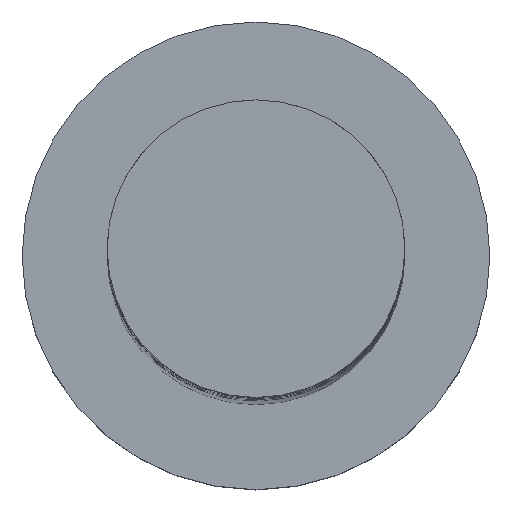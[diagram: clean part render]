
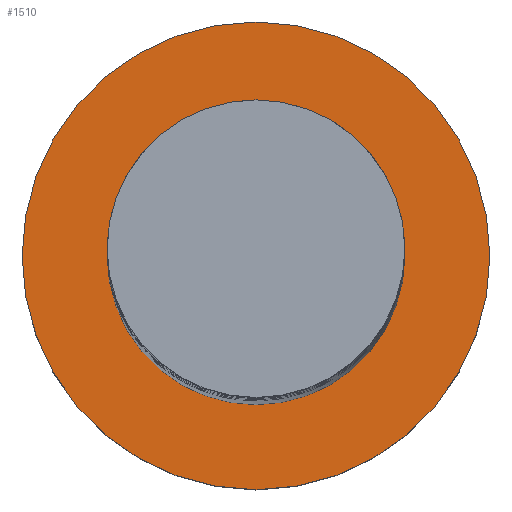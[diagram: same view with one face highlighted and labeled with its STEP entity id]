
A CAD part, top view. The second image highlights one B-rep face of the part: STEP entity #1510.
In plain terms, the highlighted planar face has unit normal (0, 0, 1).
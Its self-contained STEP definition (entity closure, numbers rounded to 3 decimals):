
#24 = AXIS2_PLACEMENT_3D ( 'NONE', #331, #990, #1144 ) ;
#38 = EDGE_LOOP ( 'NONE', ( #986, #717 ) ) ;
#47 = CARTESIAN_POINT ( 'NONE',  ( 7., 0., 7. ) ) ;
#58 = DIRECTION ( 'NONE',  ( 0., 0., 1. ) ) ;
#80 = CARTESIAN_POINT ( 'NONE',  ( 0., 0., 7. ) ) ;
#189 = AXIS2_PLACEMENT_3D ( 'NONE', #1384, #58, #983 ) ;
#214 = AXIS2_PLACEMENT_3D ( 'NONE', #80, #652, #1729 ) ;
#267 = CARTESIAN_POINT ( 'NONE',  ( -11., 0., 7. ) ) ;
#292 = ORIENTED_EDGE ( 'NONE', *, *, #1254, .F. ) ;
#331 = CARTESIAN_POINT ( 'NONE',  ( 0., 0., 7. ) ) ;
#402 = DIRECTION ( 'NONE',  ( 1., 0., 0. ) ) ;
#420 = DIRECTION ( 'NONE',  ( 1., 0., 0. ) ) ;
#557 = AXIS2_PLACEMENT_3D ( 'NONE', #931, #1346, #420 ) ;
#559 = VERTEX_POINT ( 'NONE', #1453 ) ;
#623 = EDGE_CURVE ( 'NONE', #841, #1035, #1285, .T. ) ;
#652 = DIRECTION ( 'NONE',  ( 0., 0., 1. ) ) ;
#662 = CARTESIAN_POINT ( 'NONE',  ( 11., 0., 7. ) ) ;
#717 = ORIENTED_EDGE ( 'NONE', *, *, #1072, .T. ) ;
#725 = FACE_BOUND ( 'NONE', #1653, .T. ) ;
#732 = PLANE ( 'NONE',  #189 ) ;
#841 = VERTEX_POINT ( 'NONE', #267 ) ;
#931 = CARTESIAN_POINT ( 'NONE',  ( 0., 0., 7. ) ) ;
#983 = DIRECTION ( 'NONE',  ( 1., 0., 0. ) ) ;
#986 = ORIENTED_EDGE ( 'NONE', *, *, #623, .T. ) ;
#990 = DIRECTION ( 'NONE',  ( 0., 0., 1. ) ) ;
#999 = FACE_OUTER_BOUND ( 'NONE', #38, .T. ) ;
#1035 = VERTEX_POINT ( 'NONE', #662 ) ;
#1069 = CIRCLE ( 'NONE', #557, 7. ) ;
#1072 = EDGE_CURVE ( 'NONE', #1035, #841, #1319, .T. ) ;
#1144 = DIRECTION ( 'NONE',  ( 1., 0., 0. ) ) ;
#1192 = DIRECTION ( 'NONE',  ( 0., 0., 1. ) ) ;
#1254 = EDGE_CURVE ( 'NONE', #1412, #559, #1069, .T. ) ;
#1285 = CIRCLE ( 'NONE', #214, 11. ) ;
#1287 = CIRCLE ( 'NONE', #24, 7. ) ;
#1319 = CIRCLE ( 'NONE', #1468, 11. ) ;
#1346 = DIRECTION ( 'NONE',  ( 0., 0., 1. ) ) ;
#1366 = CARTESIAN_POINT ( 'NONE',  ( 0., 0., 7. ) ) ;
#1380 = ORIENTED_EDGE ( 'NONE', *, *, #1389, .F. ) ;
#1384 = CARTESIAN_POINT ( 'NONE',  ( 0., 0., 7. ) ) ;
#1389 = EDGE_CURVE ( 'NONE', #559, #1412, #1287, .T. ) ;
#1412 = VERTEX_POINT ( 'NONE', #47 ) ;
#1453 = CARTESIAN_POINT ( 'NONE',  ( -7., 0., 7. ) ) ;
#1468 = AXIS2_PLACEMENT_3D ( 'NONE', #1366, #1192, #402 ) ;
#1510 = ADVANCED_FACE ( 'NONE', ( #725, #999 ), #732, .T. ) ;
#1653 = EDGE_LOOP ( 'NONE', ( #1380, #292 ) ) ;
#1729 = DIRECTION ( 'NONE',  ( 1., 0., 0. ) ) ;
